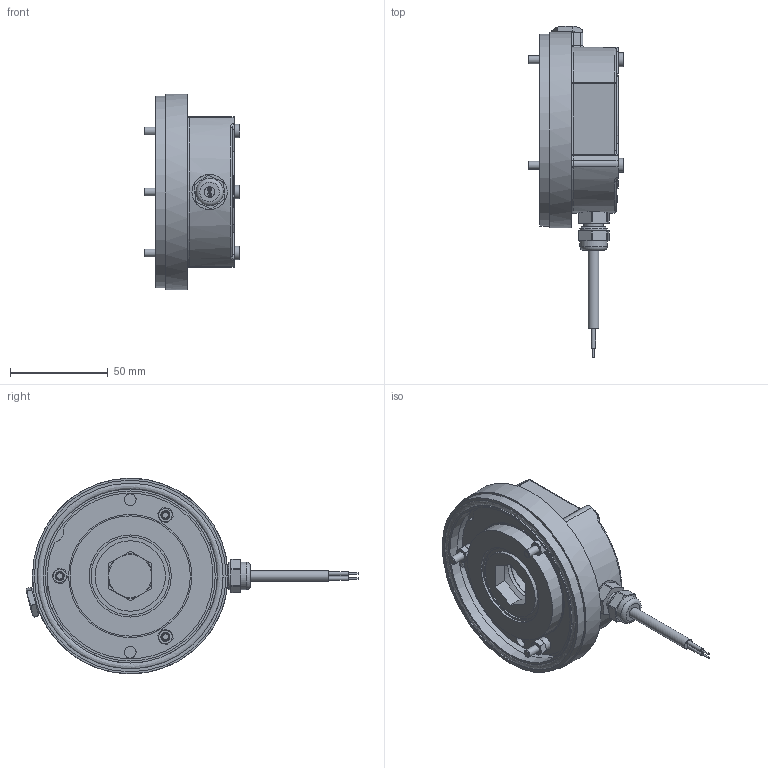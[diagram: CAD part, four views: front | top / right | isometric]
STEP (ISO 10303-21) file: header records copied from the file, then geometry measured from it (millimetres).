
FILE_DESCRIPTION(/* description */ (''),/* implementation_level */ '2;1');
FILE_NAME(/* name */ 'FDW08-N.stp',/* time_stamp */ '2014-12-16T08:44:28+01:00',/* author */ ('schwarz'),/* organization */ (''),/* preprocessor_version */ 'ST-DEVELOPER v15.6',/* originating_system */ 'Autodesk Inventor 2015',/* authorisation */ '');
FILE_SCHEMA (('AUTOMOTIVE_DESIGN { 1 0 10303 214 3 1 1 }'));
Length unit declared in the file: millimetre
Products named in the file (1): Bauteil1
Bounding box: 49 x 169.8 x 100 mm (x, y, z)
Volume: 151935.9 mm3; surface area: 71144.2 mm2
Topology: 2 solids, 6 shells, 461 faces, 1076 edges, 681 vertices
Faces by surface type: plane 201, cylinder 130, bspline 51, cone 43, torus 30, sphere 6
Full cylindrical faces by diameter (mm): 0.75 x2, 2 x2, 4 x3, 4.2 x3, 5.2 x7, 5.4 x2, 5.5 x3, 5.917 x3, 6 x2, 6.9 x3, 7 x6, 7.3 x3, 8 x3, 9.8 x1, 10 x4, 11.188 x1, 12 x1, 14 x3, 15 x1, 18 x1, 23 x1, 26 x2, 36 x2, 40 x3, 41.6 x1, 42 x2, 61.5 x1, 63 x1, 87 x1, 89 x2
Entity records: 13530 total; most frequent: CARTESIAN_POINT 3598, DIRECTION 1892, ORIENTED_EDGE 1808, EDGE_CURVE 901, AXIS2_PLACEMENT_3D 749, EDGE_LOOP 671, VERTEX_POINT 642, FACE_OUTER_BOUND 461
